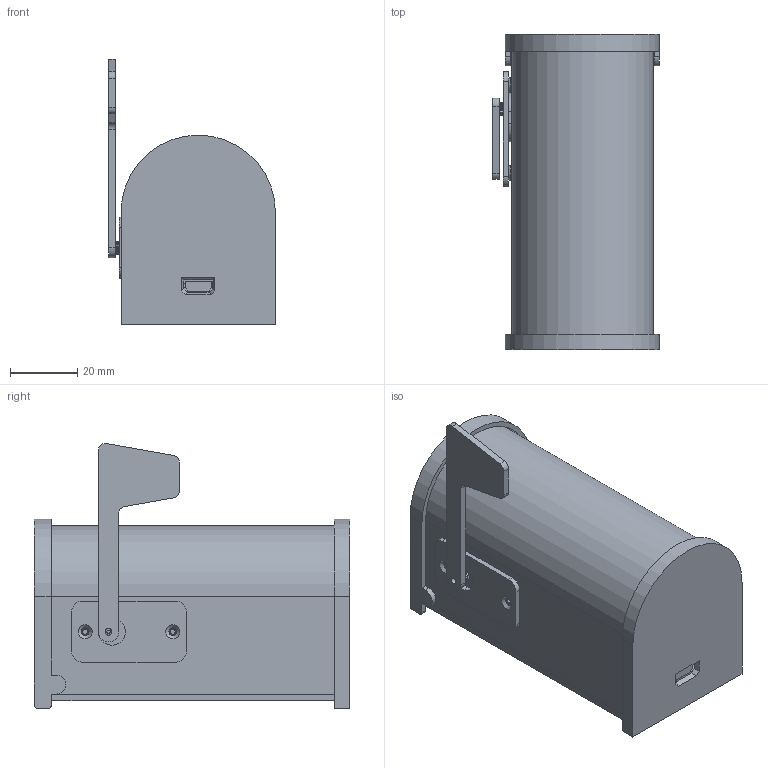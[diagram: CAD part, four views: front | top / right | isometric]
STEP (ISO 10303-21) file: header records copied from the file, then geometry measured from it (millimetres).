
FILE_DESCRIPTION(/* description */ (''),/* implementation_level */ '2;1');
FILE_NAME(/* name */ 'GMailbox.step',/* time_stamp */ '2018-08-19T20:39:28-04:00',/* author */ ('Adafruit'),/* organization */ (''),/* preprocessor_version */ 'ST-DEVELOPER v17',/* originating_system */ 'Autodesk Translation Framework v7.1.0.215',/* authorisation */ '');
FILE_SCHEMA (('AUTOMOTIVE_DESIGN { 1 0 10303 214 3 1 1 }'));
Length unit declared in the file: millimetre
Products named in the file (13): GMailbox; Electronics; Feather HUZZAH ESP8266 v4; Submicro Servo SG51R 2201 v6; Mailbox; enclosure; bottom cover; back cover; front cover; flag cover; Flag; Hardware; m2.5 x 10mm
Assembly tree (13 placements, depth 3):
  GMailbox
    Electronics
      Feather HUZZAH ESP8266 v4
      Submicro Servo SG51R 2201 v6
    Mailbox
      enclosure
      bottom cover
      back cover
      front cover
      flag cover
    Flag
    Hardware
      m2.5 x 10mm  x2
Bounding box: 49.5 x 93.5 x 78.65 mm (x, y, z)
Volume: 51352.7 mm3; surface area: 56259.5 mm2
Topology: 21 solids, 21 shells, 499 faces, 1242 edges, 803 vertices
Faces by surface type: plane 301, cylinder 166, cone 26, bspline 4, sphere 2
Full cylindrical faces by diameter (mm): 1 x4, 1.915 x44, 2 x1, 2.2 x6, 2.29 x2, 2.5 x40, 2.54 x2, 2.6 x4, 3.9 x1, 4.5 x2, 5.6 x2, 8 x1
Entity records: 16103 total; most frequent: CARTESIAN_POINT 5508, ORIENTED_EDGE 2128, DIRECTION 2071, EDGE_CURVE 1064, LINE 741, VECTOR 741, VERTEX_POINT 687, AXIS2_PLACEMENT_3D 665
